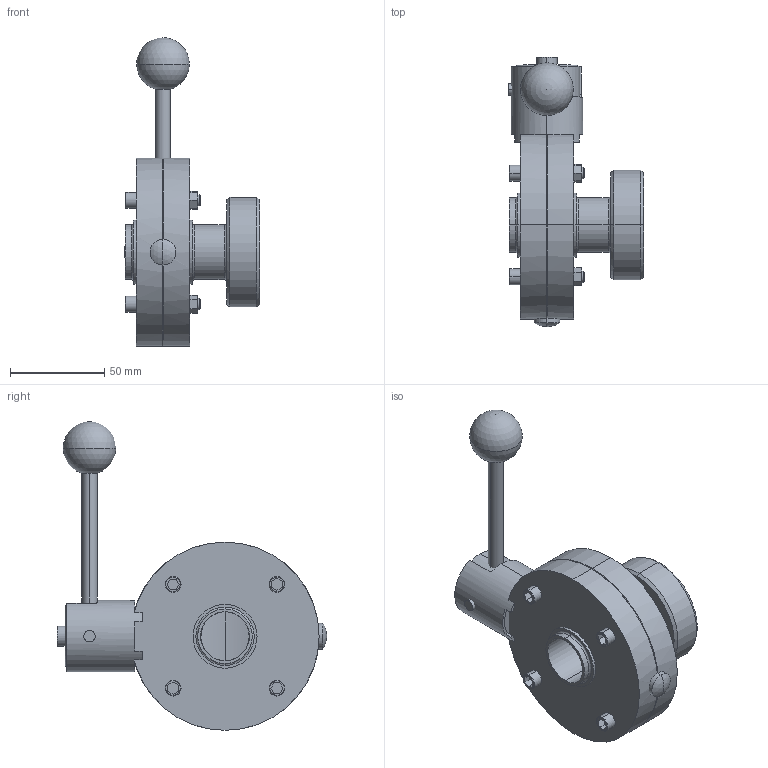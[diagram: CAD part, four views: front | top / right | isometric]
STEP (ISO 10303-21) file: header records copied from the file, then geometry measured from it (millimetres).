
FILE_DESCRIPTION (( 'STEP AP203' ), '1' );
FILE_NAME ('3D-M4305_DN25_174451530_174451550.STEP', '2024-09-19T07:35:12', ( '' ), ( '' ), 'SwSTEP 2.0', 'SolidWorks 2024', '' );
FILE_SCHEMA (( 'CONFIG_CONTROL_DESIGN' ));
Length unit declared in the file: millimetre
Products named in the file (1): 3D-M4305_DN25_174451530_174451550
Bounding box: 71.88 x 143.14 x 164 mm (x, y, z)
Volume: 292610.7 mm3; surface area: 65652.8 mm2
Topology: 6 solids, 6 shells, 216 faces, 500 edges, 316 vertices
Faces by surface type: plane 101, cylinder 65, cone 28, torus 14, sphere 8
Entity records: 6632 total; most frequent: CARTESIAN_POINT 1525, DIRECTION 1103, ORIENTED_EDGE 992, EDGE_CURVE 496, AXIS2_PLACEMENT_3D 416, VERTEX_POINT 314, LINE 271, VECTOR 271
